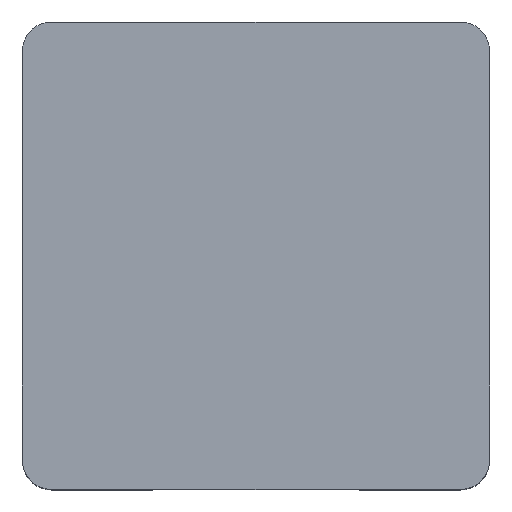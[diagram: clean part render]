
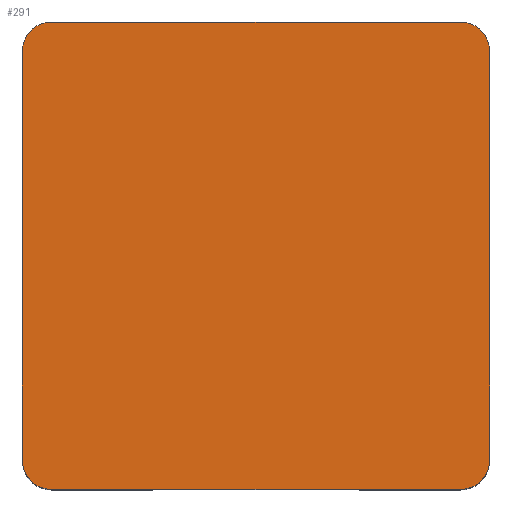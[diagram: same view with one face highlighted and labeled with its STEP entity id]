
A CAD part, top view. The second image highlights one B-rep face of the part: STEP entity #291.
In plain terms, the highlighted planar face has unit normal (0, 0, 1).
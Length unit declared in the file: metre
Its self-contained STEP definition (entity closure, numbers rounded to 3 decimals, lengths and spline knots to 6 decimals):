
#24=CIRCLE('',#327,0.0025);
#25=CIRCLE('',#328,0.0025);
#26=CIRCLE('',#329,0.0025);
#27=CIRCLE('',#330,0.0025);
#64=ORIENTED_EDGE('',*,*,#134,.T.);
#65=ORIENTED_EDGE('',*,*,#145,.T.);
#66=ORIENTED_EDGE('',*,*,#136,.F.);
#67=ORIENTED_EDGE('',*,*,#146,.T.);
#68=ORIENTED_EDGE('',*,*,#122,.F.);
#69=ORIENTED_EDGE('',*,*,#147,.T.);
#70=ORIENTED_EDGE('',*,*,#125,.T.);
#71=ORIENTED_EDGE('',*,*,#148,.T.);
#122=EDGE_CURVE('',#164,#165,#190,.T.);
#125=EDGE_CURVE('',#167,#166,#193,.T.);
#134=EDGE_CURVE('',#175,#174,#200,.T.);
#136=EDGE_CURVE('',#176,#177,#202,.T.);
#145=EDGE_CURVE('',#174,#177,#24,.T.);
#146=EDGE_CURVE('',#176,#165,#25,.T.);
#147=EDGE_CURVE('',#164,#167,#26,.T.);
#148=EDGE_CURVE('',#166,#175,#27,.T.);
#164=VERTEX_POINT('',#450);
#165=VERTEX_POINT('',#452);
#166=VERTEX_POINT('',#456);
#167=VERTEX_POINT('',#458);
#174=VERTEX_POINT('',#474);
#175=VERTEX_POINT('',#476);
#176=VERTEX_POINT('',#480);
#177=VERTEX_POINT('',#481);
#190=LINE('',#451,#220);
#193=LINE('',#457,#223);
#200=LINE('',#475,#230);
#202=LINE('',#479,#232);
#220=VECTOR('',#359,1.);
#223=VECTOR('',#364,1.);
#230=VECTOR('',#377,1.);
#232=VECTOR('',#381,1.);
#249=EDGE_LOOP('',(#64,#65,#66,#67,#68,#69,#70,#71));
#265=FACE_BOUND('',#249,.T.);
#281=PLANE('',#326);
#291=ADVANCED_FACE('',(#265),#281,.T.);
#326=AXIS2_PLACEMENT_3D('',#496,#392,#393);
#327=AXIS2_PLACEMENT_3D('',#497,#394,#395);
#328=AXIS2_PLACEMENT_3D('',#498,#396,#397);
#329=AXIS2_PLACEMENT_3D('',#499,#398,#399);
#330=AXIS2_PLACEMENT_3D('',#500,#400,#401);
#359=DIRECTION('',(0.,-1.,0.));
#364=DIRECTION('',(-1.,0.,0.));
#377=DIRECTION('',(0.,-1.,0.));
#381=DIRECTION('',(-1.,0.,0.));
#392=DIRECTION('',(0.,0.,1.));
#393=DIRECTION('',(1.,0.,0.));
#394=DIRECTION('',(0.,0.,1.));
#395=DIRECTION('',(1.,0.,0.));
#396=DIRECTION('',(0.,0.,1.));
#397=DIRECTION('',(1.,0.,0.));
#398=DIRECTION('',(0.,0.,1.));
#399=DIRECTION('',(1.,0.,0.));
#400=DIRECTION('',(0.,0.,1.));
#401=DIRECTION('',(1.,0.,0.));
#450=CARTESIAN_POINT('',(0.02,0.0175,0.19));
#451=CARTESIAN_POINT('',(0.02,0.,0.19));
#452=CARTESIAN_POINT('',(0.02,-0.0175,0.19));
#456=CARTESIAN_POINT('',(-0.0175,0.02,0.19));
#457=CARTESIAN_POINT('',(0.,0.02,0.19));
#458=CARTESIAN_POINT('',(0.0175,0.02,0.19));
#474=CARTESIAN_POINT('',(-0.02,-0.0175,0.19));
#475=CARTESIAN_POINT('',(-0.02,0.,0.19));
#476=CARTESIAN_POINT('',(-0.02,0.0175,0.19));
#479=CARTESIAN_POINT('',(0.,-0.02,0.19));
#480=CARTESIAN_POINT('',(0.0175,-0.02,0.19));
#481=CARTESIAN_POINT('',(-0.0175,-0.02,0.19));
#496=CARTESIAN_POINT('',(0.,0.,0.19));
#497=CARTESIAN_POINT('',(-0.0175,-0.0175,0.19));
#498=CARTESIAN_POINT('',(0.0175,-0.0175,0.19));
#499=CARTESIAN_POINT('',(0.0175,0.0175,0.19));
#500=CARTESIAN_POINT('',(-0.0175,0.0175,0.19));
